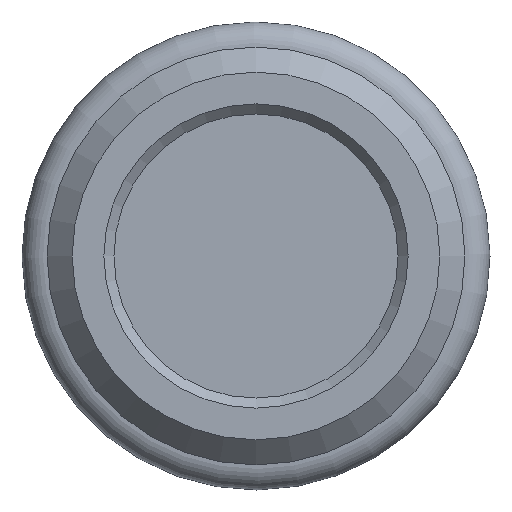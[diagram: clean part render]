
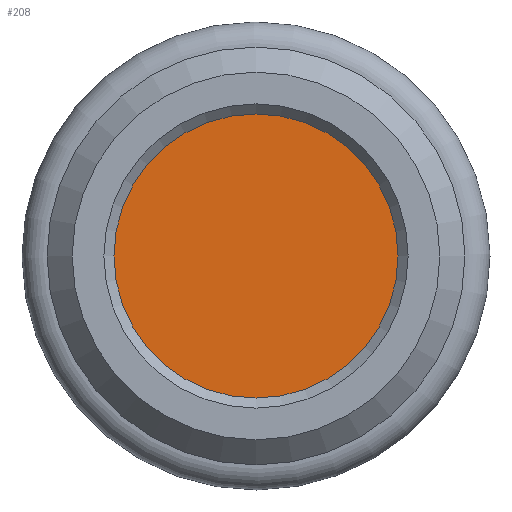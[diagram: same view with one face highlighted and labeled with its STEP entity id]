
A CAD part, front view. The second image highlights one B-rep face of the part: STEP entity #208.
In plain terms, the highlighted planar face has unit normal (0, -1, 0).
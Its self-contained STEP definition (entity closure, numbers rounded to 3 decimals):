
#45=FACE_OUTER_BOUND('',#60,.T.);
#60=EDGE_LOOP('',(#144));
#76=CIRCLE('',#248,4.25);
#94=VERTEX_POINT('',#352);
#114=EDGE_CURVE('',#94,#94,#76,.T.);
#144=ORIENTED_EDGE('',*,*,#114,.F.);
#203=PLANE('',#247);
#208=ADVANCED_FACE('',(#45),#203,.F.);
#247=AXIS2_PLACEMENT_3D('',#351,#283,#284);
#248=AXIS2_PLACEMENT_3D('',#353,#285,#286);
#283=DIRECTION('center_axis',(0.,1.,0.));
#284=DIRECTION('ref_axis',(0.,0.,1.));
#285=DIRECTION('center_axis',(0.,1.,0.));
#286=DIRECTION('ref_axis',(1.,0.,0.));
#351=CARTESIAN_POINT('Origin',(-2.537,-8.137,0.));
#352=CARTESIAN_POINT('',(-6.787,-8.137,0.));
#353=CARTESIAN_POINT('Origin',(-2.537,-8.137,0.));
